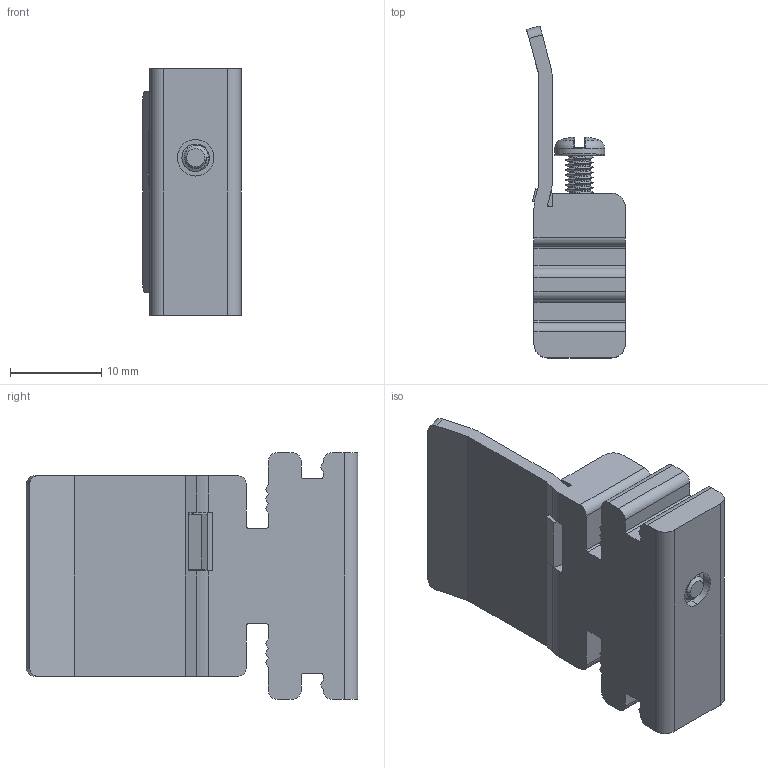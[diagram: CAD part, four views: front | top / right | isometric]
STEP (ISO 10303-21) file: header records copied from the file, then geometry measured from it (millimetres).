
FILE_DESCRIPTION((''),'2;1');
FILE_NAME('5YB100022_ASM','2023-10-25T',('dell'),(''),'PRO/ENGINEER BY PARAMETRIC TECHNOLOGY CORPORATION, 2013230','PRO/ENGINEER BY PARAMETRIC TECHNOLOGY CORPORATION, 2013230','');
FILE_SCHEMA(('AUTOMOTIVE_DESIGN { 1 0 10303 214 1 1 1 1 }'));
Length unit declared in the file: millimetre
Products named in the file (1): 5YB100022_ASM
Bounding box: 10.8 x 36.31 x 27 mm (x, y, z)
Volume: 4618.5 mm3; surface area: 3123.8 mm2
Topology: 1 solids, 1 shells, 198 faces, 539 edges, 343 vertices
Faces by surface type: plane 80, cylinder 50, bspline 43, torus 14, cone 8, sphere 2, extrusion 1
Entity records: 11364 total; most frequent: CARTESIAN_POINT 5965, ORIENTED_EDGE 1074, DIRECTION 829, EDGE_CURVE 537, VERTEX_POINT 343, AXIS2_PLACEMENT_3D 281, VECTOR 267, LINE 266
